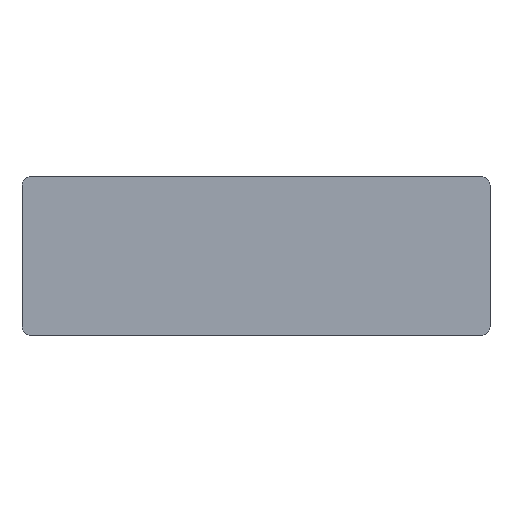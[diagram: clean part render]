
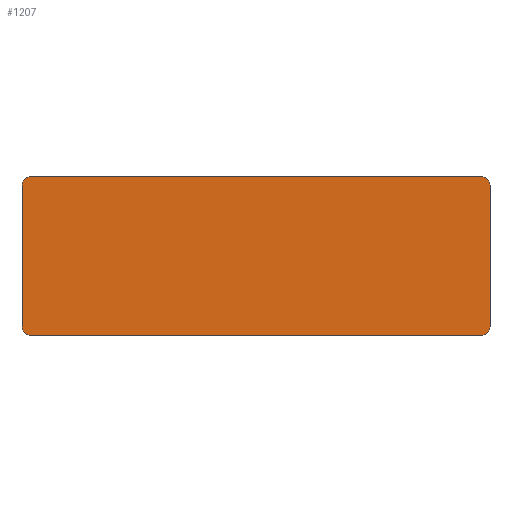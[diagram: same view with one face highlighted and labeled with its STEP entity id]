
A CAD part, top view. The second image highlights one B-rep face of the part: STEP entity #1207.
In plain terms, the highlighted planar face has unit normal (0, 0, 1).
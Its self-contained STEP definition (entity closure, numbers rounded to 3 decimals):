
#73=CIRCLE('',#1292,5.);
#74=CIRCLE('',#1293,5.);
#75=CIRCLE('',#1294,5.);
#76=CIRCLE('',#1295,5.);
#283=ORIENTED_EDGE('',*,*,#424,.F.);
#284=ORIENTED_EDGE('',*,*,#436,.T.);
#285=ORIENTED_EDGE('',*,*,#437,.T.);
#286=ORIENTED_EDGE('',*,*,#438,.T.);
#287=ORIENTED_EDGE('',*,*,#418,.T.);
#288=ORIENTED_EDGE('',*,*,#439,.T.);
#289=ORIENTED_EDGE('',*,*,#440,.F.);
#290=ORIENTED_EDGE('',*,*,#441,.T.);
#418=EDGE_CURVE('',#525,#524,#593,.T.);
#424=EDGE_CURVE('',#526,#527,#599,.T.);
#436=EDGE_CURVE('',#526,#528,#73,.T.);
#437=EDGE_CURVE('',#528,#529,#611,.T.);
#438=EDGE_CURVE('',#529,#525,#74,.T.);
#439=EDGE_CURVE('',#524,#530,#75,.T.);
#440=EDGE_CURVE('',#531,#530,#612,.T.);
#441=EDGE_CURVE('',#531,#527,#76,.T.);
#524=VERTEX_POINT('',#1752);
#525=VERTEX_POINT('',#1754);
#526=VERTEX_POINT('',#1762);
#527=VERTEX_POINT('',#1764);
#528=VERTEX_POINT('',#1791);
#529=VERTEX_POINT('',#1793);
#530=VERTEX_POINT('',#1796);
#531=VERTEX_POINT('',#1798);
#593=LINE('',#1753,#678);
#599=LINE('',#1763,#684);
#611=LINE('',#1792,#696);
#612=LINE('',#1797,#697);
#678=VECTOR('',#1477,1000.);
#684=VECTOR('',#1487,1000.);
#696=VECTOR('',#1529,1000.);
#697=VECTOR('',#1534,1000.);
#756=EDGE_LOOP('',(#283,#284,#285,#286,#287,#288,#289,#290));
#819=FACE_BOUND('',#756,.T.);
#851=PLANE('',#1291);
#1207=ADVANCED_FACE('',(#819),#851,.T.);
#1291=AXIS2_PLACEMENT_3D('',#1789,#1525,#1526);
#1292=AXIS2_PLACEMENT_3D('',#1790,#1527,#1528);
#1293=AXIS2_PLACEMENT_3D('',#1794,#1530,#1531);
#1294=AXIS2_PLACEMENT_3D('',#1795,#1532,#1533);
#1295=AXIS2_PLACEMENT_3D('',#1799,#1535,#1536);
#1477=DIRECTION('',(0.,1.,0.));
#1487=DIRECTION('',(0.,1.,0.));
#1525=DIRECTION('',(0.,0.,1.));
#1526=DIRECTION('',(1.,0.,0.));
#1527=DIRECTION('',(0.,0.,1.));
#1528=DIRECTION('',(1.,0.,0.));
#1529=DIRECTION('',(1.,0.,0.));
#1530=DIRECTION('',(0.,0.,1.));
#1531=DIRECTION('',(1.,0.,0.));
#1532=DIRECTION('',(0.,0.,1.));
#1533=DIRECTION('',(1.,0.,0.));
#1534=DIRECTION('',(1.,0.,0.));
#1535=DIRECTION('',(0.,0.,1.));
#1536=DIRECTION('',(1.,0.,0.));
#1752=CARTESIAN_POINT('',(136.78,41.35,10.));
#1753=CARTESIAN_POINT('',(136.78,-56.35,10.));
#1754=CARTESIAN_POINT('',(136.78,-41.35,10.));
#1762=CARTESIAN_POINT('',(-136.78,-41.35,10.));
#1763=CARTESIAN_POINT('',(-136.78,-56.35,10.));
#1764=CARTESIAN_POINT('',(-136.78,41.35,10.));
#1789=CARTESIAN_POINT('',(-136.78,-56.35,10.));
#1790=CARTESIAN_POINT('',(-131.78,-41.35,10.));
#1791=CARTESIAN_POINT('',(-131.78,-46.35,10.));
#1792=CARTESIAN_POINT('',(-136.78,-46.35,10.));
#1793=CARTESIAN_POINT('',(131.78,-46.35,10.));
#1794=CARTESIAN_POINT('',(131.78,-41.35,10.));
#1795=CARTESIAN_POINT('',(131.78,41.35,10.));
#1796=CARTESIAN_POINT('',(131.78,46.35,10.));
#1797=CARTESIAN_POINT('',(-136.78,46.35,10.));
#1798=CARTESIAN_POINT('',(-131.78,46.35,10.));
#1799=CARTESIAN_POINT('',(-131.78,41.35,10.));
